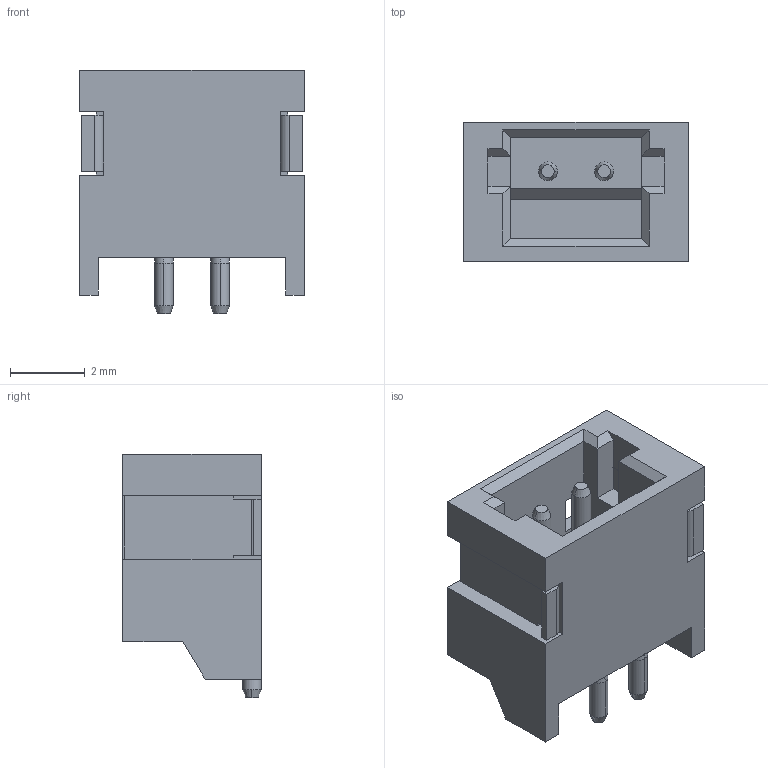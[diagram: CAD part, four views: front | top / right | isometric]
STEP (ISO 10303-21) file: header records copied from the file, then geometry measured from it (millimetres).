
FILE_DESCRIPTION (( 'STEP AP214' ), '1' );
FILE_NAME ('S2B-ZR-SM4A-TF.STEP', '2023-10-24T05:54:21', ( '' ), ( '' ), 'SwSTEP 2.0', 'SolidWorks 2021', '' );
FILE_SCHEMA (( 'AUTOMOTIVE_DESIGN' ));
Length unit declared in the file: millimetre
Products named in the file (2): SxB-ZR-SM4A White_2; S2B-ZR-SM4A-TF
Assembly tree (1 placements, depth 2):
  S2B-ZR-SM4A-TF
    SxB-ZR-SM4A White_2
Bounding box: 6 x 3.7 x 6.5 mm (x, y, z)
Volume: 75.6 mm3; surface area: 240.6 mm2
Topology: 7 solids, 7 shells, 107 faces, 274 edges, 176 vertices
Faces by surface type: plane 83, cylinder 12, cone 8, bspline 4
Entity records: 3424 total; most frequent: CARTESIAN_POINT 685, ORIENTED_EDGE 548, DIRECTION 524, EDGE_CURVE 274, VECTOR 230, LINE 230, VERTEX_POINT 176, AXIS2_PLACEMENT_3D 147
